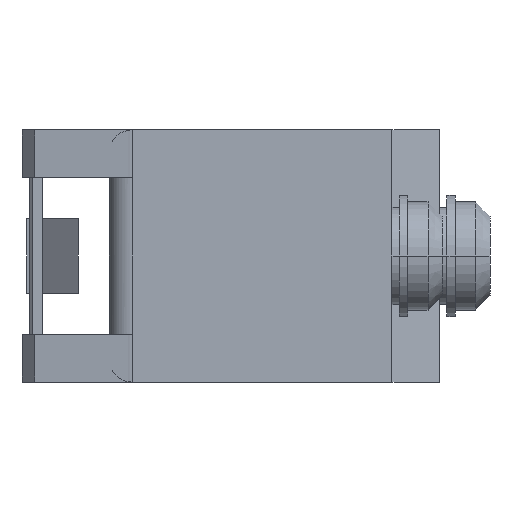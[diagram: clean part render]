
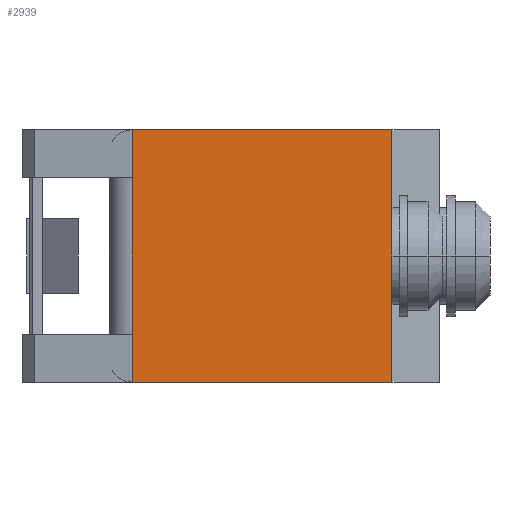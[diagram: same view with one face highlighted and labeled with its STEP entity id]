
A CAD part, left-side view. The second image highlights one B-rep face of the part: STEP entity #2939.
In plain terms, the highlighted planar face has unit normal (-1, 0, 0).
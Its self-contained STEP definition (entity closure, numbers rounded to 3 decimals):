
#2656=CARTESIAN_POINT('',(0.0,18.029,0.0));
#2657=VERTEX_POINT('',#2656);
#2730=CARTESIAN_POINT('',(0.0,18.029,17.5));
#2731=VERTEX_POINT('',#2730);
#2732=CARTESIAN_POINT('',(0.0,18.029,0.0));
#2733=DIRECTION('',(0.0,0.0,1.0));
#2734=VECTOR('',#2733,17.5);
#2735=LINE('',#2732,#2734);
#2736=EDGE_CURVE('',#2657,#2731,#2735,.T.);
#2828=CARTESIAN_POINT('',(0.0,0.0,17.5));
#2829=VERTEX_POINT('',#2828);
#2830=CARTESIAN_POINT('',(0.0,0.0,17.5));
#2831=DIRECTION('',(0.0,1.0,0.0));
#2832=VECTOR('',#2831,18.029);
#2833=LINE('',#2830,#2832);
#2834=EDGE_CURVE('',#2829,#2731,#2833,.T.);
#2916=CARTESIAN_POINT('',(0.0,0.0,0.0));
#2917=DIRECTION('',(-1.0,0.0,0.0));
#2918=DIRECTION('',(0.0,0.0,1.0));
#2919=AXIS2_PLACEMENT_3D('',#2916,#2917,#2918);
#2920=PLANE('',#2919);
#2921=ORIENTED_EDGE('',*,*,#2736,.F.);
#2922=CARTESIAN_POINT('',(0.0,0.0,0.0));
#2923=VERTEX_POINT('',#2922);
#2924=CARTESIAN_POINT('',(0.0,18.029,0.0));
#2925=DIRECTION('',(0.0,-1.0,0.0));
#2926=VECTOR('',#2925,18.029);
#2927=LINE('',#2924,#2926);
#2928=EDGE_CURVE('',#2657,#2923,#2927,.T.);
#2929=ORIENTED_EDGE('',*,*,#2928,.T.);
#2930=CARTESIAN_POINT('',(0.0,0.0,0.0));
#2931=DIRECTION('',(0.0,0.0,1.0));
#2932=VECTOR('',#2931,17.5);
#2933=LINE('',#2930,#2932);
#2934=EDGE_CURVE('',#2923,#2829,#2933,.T.);
#2935=ORIENTED_EDGE('',*,*,#2934,.T.);
#2936=ORIENTED_EDGE('',*,*,#2834,.T.);
#2937=EDGE_LOOP('',(#2921,#2929,#2935,#2936));
#2938=FACE_OUTER_BOUND('',#2937,.T.);
#2939=ADVANCED_FACE('',(#2938),#2920,.T.);
